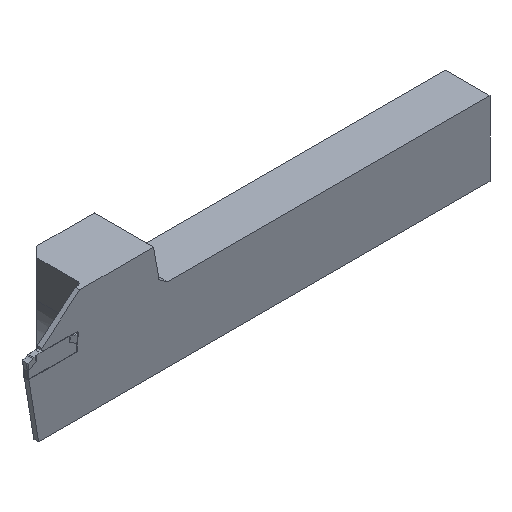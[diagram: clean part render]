
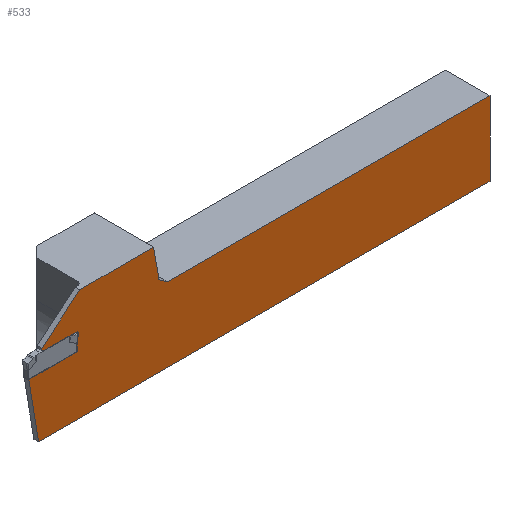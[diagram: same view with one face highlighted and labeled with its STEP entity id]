
A CAD part, isometric view. The second image highlights one B-rep face of the part: STEP entity #533.
In plain terms, the highlighted planar face has unit normal (0, -1, 0).
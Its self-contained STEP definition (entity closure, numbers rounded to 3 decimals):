
#513=CIRCLE('',#1518,0.6);
#533=ADVANCED_FACE('',(#624),#588,.T.);
#588=PLANE('',#1519);
#624=FACE_OUTER_BOUND('',#681,.T.);
#681=EDGE_LOOP('',(#778,#779,#780,#781,#782,#783,#784,#785,#786,#787,#788,
#789));
#778=ORIENTED_EDGE('',*,*,#1177,.F.);
#779=ORIENTED_EDGE('',*,*,#1178,.F.);
#780=ORIENTED_EDGE('',*,*,#1179,.F.);
#781=ORIENTED_EDGE('',*,*,#1147,.F.);
#782=ORIENTED_EDGE('',*,*,#1180,.F.);
#783=ORIENTED_EDGE('',*,*,#1181,.F.);
#784=ORIENTED_EDGE('',*,*,#1182,.T.);
#785=ORIENTED_EDGE('',*,*,#1174,.F.);
#786=ORIENTED_EDGE('',*,*,#1157,.T.);
#787=ORIENTED_EDGE('',*,*,#1139,.F.);
#788=ORIENTED_EDGE('',*,*,#1183,.T.);
#789=ORIENTED_EDGE('',*,*,#1184,.F.);
#1037=VERTEX_POINT('',#1906);
#1039=VERTEX_POINT('',#1909);
#1046=VERTEX_POINT('',#1926);
#1047=VERTEX_POINT('',#1927);
#1055=VERTEX_POINT('',#1946);
#1065=VERTEX_POINT('',#1978);
#1067=VERTEX_POINT('',#1984);
#1068=VERTEX_POINT('',#1985);
#1069=VERTEX_POINT('',#1987);
#1070=VERTEX_POINT('',#1990);
#1071=VERTEX_POINT('',#1992);
#1072=VERTEX_POINT('',#1995);
#1139=EDGE_CURVE('',#1037,#1039,#1293,.T.);
#1147=EDGE_CURVE('',#1046,#1047,#1301,.T.);
#1157=EDGE_CURVE('',#1055,#1039,#1310,.T.);
#1174=EDGE_CURVE('',#1055,#1065,#1322,.T.);
#1177=EDGE_CURVE('',#1067,#1068,#1325,.T.);
#1178=EDGE_CURVE('',#1069,#1067,#1326,.T.);
#1179=EDGE_CURVE('',#1047,#1069,#1327,.T.);
#1180=EDGE_CURVE('',#1070,#1046,#1328,.T.);
#1181=EDGE_CURVE('',#1071,#1070,#1329,.T.);
#1182=EDGE_CURVE('',#1071,#1065,#1330,.T.);
#1183=EDGE_CURVE('',#1037,#1072,#513,.T.);
#1184=EDGE_CURVE('',#1068,#1072,#1331,.T.);
#1293=LINE('',#1908,#1398);
#1301=LINE('',#1925,#1406);
#1310=LINE('',#1945,#1415);
#1322=LINE('',#1977,#1427);
#1325=LINE('',#1983,#1430);
#1326=LINE('',#1986,#1431);
#1327=LINE('',#1988,#1432);
#1328=LINE('',#1989,#1433);
#1329=LINE('',#1991,#1434);
#1330=LINE('',#1993,#1435);
#1331=LINE('',#1996,#1436);
#1398=VECTOR('',#1604,1.);
#1406=VECTOR('',#1616,1.);
#1415=VECTOR('',#1629,1.);
#1427=VECTOR('',#1661,1.);
#1430=VECTOR('',#1666,1.);
#1431=VECTOR('',#1667,1.);
#1432=VECTOR('',#1668,1.);
#1433=VECTOR('',#1669,1.);
#1434=VECTOR('',#1670,1.);
#1435=VECTOR('',#1671,1.);
#1436=VECTOR('',#1674,1.);
#1518=AXIS2_PLACEMENT_3D('',#1994,#1672,#1673);
#1519=AXIS2_PLACEMENT_3D('',#1997,#1675,#1676);
#1604=DIRECTION('',(0.766,0.,0.643));
#1616=DIRECTION('',(-1.,0.,0.));
#1629=DIRECTION('',(-1.,0.,0.));
#1661=DIRECTION('',(0.174,0.,-0.985));
#1666=DIRECTION('',(0.,0.,1.));
#1667=DIRECTION('',(1.,0.,0.));
#1668=DIRECTION('',(-0.163,0.,0.987));
#1669=DIRECTION('',(0.,0.,-1.));
#1670=DIRECTION('',(1.,0.,0.));
#1671=DIRECTION('',(-0.819,0.,0.574));
#1672=DIRECTION('',(0.,-1.,0.));
#1673=DIRECTION('',(0.,0.,-1.));
#1674=DIRECTION('',(-1.,0.,0.));
#1675=DIRECTION('',(0.,-1.,0.));
#1676=DIRECTION('',(0.,0.,-1.));
#1906=CARTESIAN_POINT('',(4.114,0.,1.447));
#1908=CARTESIAN_POINT('',(6.896,0.,3.781));
#1909=CARTESIAN_POINT('',(14.307,0.,10.));
#1925=CARTESIAN_POINT('',(0.,0.,-20.));
#1926=CARTESIAN_POINT('',(125.,0.,-20.));
#1927=CARTESIAN_POINT('',(3.196,0.,-20.));
#1945=CARTESIAN_POINT('',(0.,0.,10.));
#1946=CARTESIAN_POINT('',(34.237,0.,10.));
#1977=CARTESIAN_POINT('',(36.,0.,0.));
#1978=CARTESIAN_POINT('',(35.718,0.,1.598));
#1983=CARTESIAN_POINT('',(13.67,0.,-3.572));
#1984=CARTESIAN_POINT('',(13.67,0.,-4.04));
#1985=CARTESIAN_POINT('',(13.67,0.,0.58));
#1986=CARTESIAN_POINT('',(0.,0.,-4.04));
#1987=CARTESIAN_POINT('',(0.553,0.,-4.04));
#1988=CARTESIAN_POINT('',(-2.046,0.,11.661));
#1989=CARTESIAN_POINT('',(125.,0.,-20.));
#1990=CARTESIAN_POINT('',(125.,0.,0.));
#1991=CARTESIAN_POINT('',(125.,0.,0.));
#1992=CARTESIAN_POINT('',(38.,0.,0.));
#1993=CARTESIAN_POINT('',(38.,0.,0.));
#1994=CARTESIAN_POINT('',(4.652,0.,1.18));
#1995=CARTESIAN_POINT('',(4.652,0.,0.58));
#1996=CARTESIAN_POINT('',(9.954,0.,0.58));
#1997=CARTESIAN_POINT('',(0.,0.,12.));
